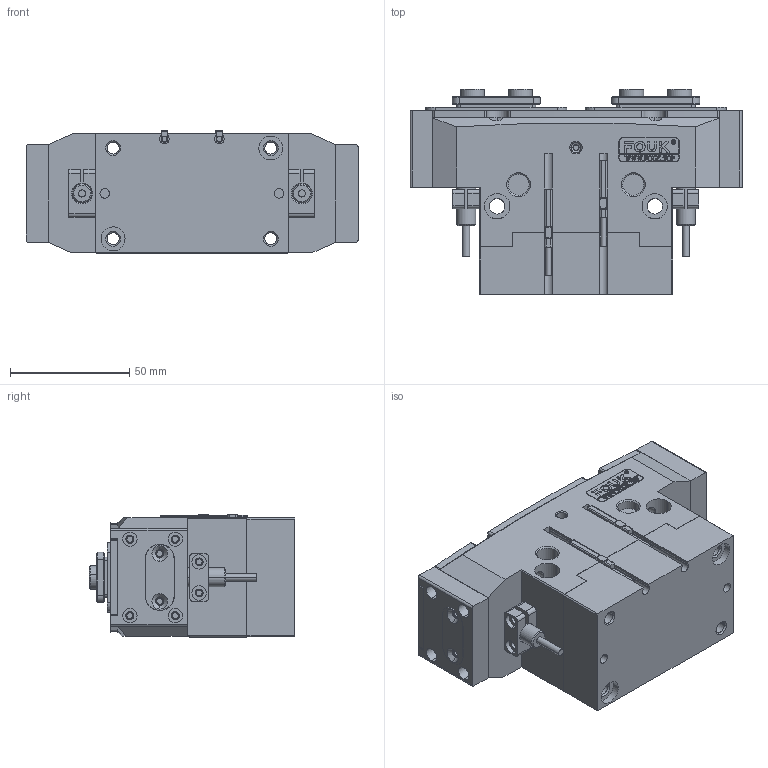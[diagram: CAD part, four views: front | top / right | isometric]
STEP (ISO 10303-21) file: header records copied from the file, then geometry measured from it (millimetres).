
FILE_DESCRIPTION (( 'STEP AP203' ), '1' );
FILE_NAME ('FR46-120-S-P-NO.STEP', '2025-01-15T09:44:04', ( 'USER-' ), ( 'Microsoft' ), 'SwSTEP 2.0', 'SolidWorks 2018', '' );
FILE_SCHEMA (( 'CONFIG_CONTROL_DESIGN' ));
Length unit declared in the file: millimetre
Products named in the file (21): FR46-120-S-P; 揤輸蚾饜极; 埴翐芛_GB_FASTENER_SCREWS_HSHCS M2X8-N; 8x18諉輪羲壽; TRT46-120-M-13 移动挡板(默认); 昹親棠覜羲壽; TRT46-120-M-12 耜猾极; TRT46-120-M-14 忒硌薊啣; TRT46-120-S; 褫籵蚚苤結裔; P-GS-T-01 喘倛蚚標釱; FR46-120-S-P-NO; 揤輸杅耀.sldasm-Part-9; TRT46-120-S-02 喘倛賑輸; TRT46-120-M-01 喘倛褲极; TRT46-120-M-06 笢猾え; TRT46-120-M-22B 晊扥极; 10x6-14杶种; TRT46-120 喘倛標蛈; TRT46-120-M-11奻葡裔啣; 25x10-R1.5
Assembly tree (33 placements, depth 6):
  FR46-120-S-P-NO
    FR46-120-S-P
      TRT46-120-M-11奻葡裔啣
      TRT46-120-M-12 耜猾极  x2
      TRT46-120-M-14 忒硌薊啣  x2
      TRT46-120-M-13 移动挡板(默认)  x2
      褫籵蚚苤結裔  x2
      10x6-14杶种  x4
      TRT46-120-S
        TRT46-120 喘倛標蛈
          TRT46-120-M-01 喘倛褲极
          TRT46-120-M-06 笢猾え
          P-GS-T-01 喘倛蚚標釱  x2
          8x18諉輪羲壽  x2
          25x10-R1.5
          揤輸蚾饜极  x2
            揤輸杅耀.sldasm-Part-9
            埴翐芛_GB_FASTENER_SCREWS_HSHCS M2X8-N
          昹親棠覜羲壽  x2
        TRT46-120-S-02 喘倛賑輸  x2
    TRT46-120-M-22B 晊扥极
Bounding box: 139 x 86 x 51.2 mm (x, y, z)
Volume: 364805.8 mm3; surface area: 117859.6 mm2
Topology: 31 solids, 60 shells, 1950 faces, 4910 edges, 3112 vertices
Faces by surface type: plane 850, cylinder 595, cone 342, bspline 155, torus 8
Entity records: 52739 total; most frequent: CARTESIAN_POINT 14653, ORIENTED_EDGE 7396, DIRECTION 7186, EDGE_CURVE 3698, AXIS2_PLACEMENT_3D 2480, VERTEX_POINT 2407, VECTOR 2226, LINE 2226
